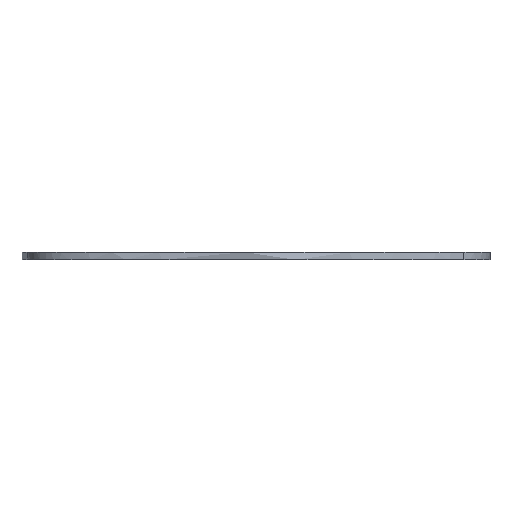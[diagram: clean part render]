
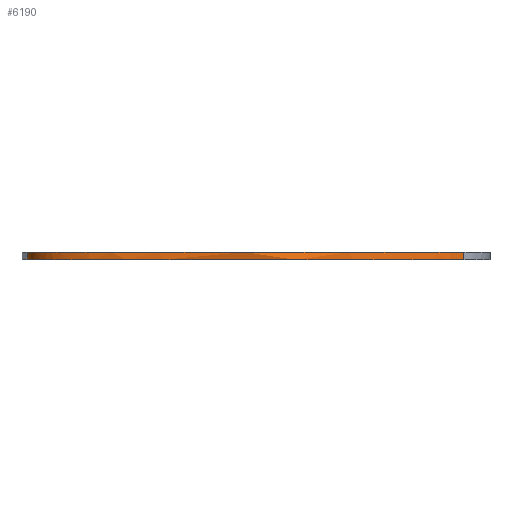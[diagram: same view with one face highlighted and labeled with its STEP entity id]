
A CAD part, left-side view. The second image highlights one B-rep face of the part: STEP entity #6190.
In plain terms, the highlighted free-form (B-spline) face has degree [3, 1] with [20, 2] control points.
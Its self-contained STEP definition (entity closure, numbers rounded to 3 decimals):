
#95=B_SPLINE_CURVE_WITH_KNOTS('',3,(#9148,#9149,#9150,#9151,#9152,#9153,
#9154,#9155,#9156,#9157,#9158,#9159,#9160,#9161,#9162,#9163,#9164,#9165,
#9166,#9167),.UNSPECIFIED.,.F.,.F.,(4,2,2,2,2,2,2,2,2,4),(0.,0.851,
2.178,4.862,6.205,9.353,11.361,
12.13,12.633,13.164),.UNSPECIFIED.);
#96=B_SPLINE_CURVE_WITH_KNOTS('',3,(#9169,#9170,#9171,#9172,#9173,#9174,
#9175,#9176,#9177,#9178,#9179,#9180,#9181,#9182,#9183,#9184,#9185,#9186,
#9187,#9188),.UNSPECIFIED.,.F.,.F.,(4,2,2,2,2,2,2,2,2,4),(-13.164,
-12.633,-12.13,-11.361,-9.353,
-6.205,-4.862,-2.178,-0.851,
0.),.UNSPECIFIED.);
#110=B_SPLINE_SURFACE_WITH_KNOTS('',3,1,((#9107,#9108),(#9109,#9110),(#9111,
#9112),(#9113,#9114),(#9115,#9116),(#9117,#9118),(#9119,#9120),(#9121,#9122),
(#9123,#9124),(#9125,#9126),(#9127,#9128),(#9129,#9130),(#9131,#9132),(#9133,
#9134),(#9135,#9136),(#9137,#9138),(#9139,#9140),(#9141,#9142),(#9143,#9144),
(#9145,#9146)),.UNSPECIFIED.,.F.,.F.,.F.,(4,2,2,2,2,2,2,2,2,4),(2,2),(-13.164,
-12.633,-12.13,-11.361,-9.353,
-6.205,-4.862,-2.178,-0.851,
0.),(0.,0.165),.UNSPECIFIED.);
#302=FACE_OUTER_BOUND('',#619,.T.);
#619=EDGE_LOOP('',(#4222,#4223,#4224,#4225));
#1034=LINE('',#9106,#1669);
#1035=LINE('',#9189,#1670);
#1669=VECTOR('',#7238,10.);
#1670=VECTOR('',#7239,10.);
#2601=VERTEX_POINT('',#9092);
#2602=VERTEX_POINT('',#9099);
#2603=VERTEX_POINT('',#9147);
#2604=VERTEX_POINT('',#9168);
#3254=EDGE_CURVE('',#2602,#2601,#1034,.T.);
#3255=EDGE_CURVE('',#2601,#2603,#95,.T.);
#3256=EDGE_CURVE('',#2604,#2602,#96,.T.);
#3257=EDGE_CURVE('',#2604,#2603,#1035,.T.);
#4222=ORIENTED_EDGE('',*,*,#3255,.F.);
#4223=ORIENTED_EDGE('',*,*,#3254,.F.);
#4224=ORIENTED_EDGE('',*,*,#3256,.F.);
#4225=ORIENTED_EDGE('',*,*,#3257,.T.);
#6190=ADVANCED_FACE('',(#302),#110,.F.);
#7238=DIRECTION('',(0.,0.,-1.));
#7239=DIRECTION('',(0.,0.,-1.));
#9092=CARTESIAN_POINT('',(-110.506,-35.382,0.));
#9099=CARTESIAN_POINT('',(-110.506,-35.382,1.5));
#9106=CARTESIAN_POINT('',(-110.506,-35.382,1.5));
#9107=CARTESIAN_POINT('Ctrl Pts',(-110.145,49.247,1.5));
#9108=CARTESIAN_POINT('Ctrl Pts',(-110.145,49.247,-0.15));
#9109=CARTESIAN_POINT('Ctrl Pts',(-111.346,49.226,1.5));
#9110=CARTESIAN_POINT('Ctrl Pts',(-111.346,49.226,-0.15));
#9111=CARTESIAN_POINT('Ctrl Pts',(-112.519,49.036,1.5));
#9112=CARTESIAN_POINT('Ctrl Pts',(-112.519,49.036,-0.15));
#9113=CARTESIAN_POINT('Ctrl Pts',(-114.713,48.232,1.5));
#9114=CARTESIAN_POINT('Ctrl Pts',(-114.713,48.232,-0.15));
#9115=CARTESIAN_POINT('Ctrl Pts',(-115.677,47.663,1.5));
#9116=CARTESIAN_POINT('Ctrl Pts',(-115.677,47.663,-0.15));
#9117=CARTESIAN_POINT('Ctrl Pts',(-117.882,45.816,1.5));
#9118=CARTESIAN_POINT('Ctrl Pts',(-117.882,45.816,-0.15));
#9119=CARTESIAN_POINT('Ctrl Pts',(-118.923,44.382,1.5));
#9120=CARTESIAN_POINT('Ctrl Pts',(-118.923,44.382,-0.15));
#9121=CARTESIAN_POINT('Ctrl Pts',(-121.894,38.859,1.5));
#9122=CARTESIAN_POINT('Ctrl Pts',(-121.894,38.859,-0.15));
#9123=CARTESIAN_POINT('Ctrl Pts',(-122.8,33.774,1.5));
#9124=CARTESIAN_POINT('Ctrl Pts',(-122.8,33.774,-0.15));
#9125=CARTESIAN_POINT('Ctrl Pts',(-123.916,24.367,1.5));
#9126=CARTESIAN_POINT('Ctrl Pts',(-123.916,24.367,-0.15));
#9127=CARTESIAN_POINT('Ctrl Pts',(-123.714,20.66,1.5));
#9128=CARTESIAN_POINT('Ctrl Pts',(-123.714,20.66,-0.15));
#9129=CARTESIAN_POINT('Ctrl Pts',(-123.652,13.627,1.5));
#9130=CARTESIAN_POINT('Ctrl Pts',(-123.652,13.627,-0.15));
#9131=CARTESIAN_POINT('Ctrl Pts',(-123.652,10.666,1.5));
#9132=CARTESIAN_POINT('Ctrl Pts',(-123.652,10.666,-0.15));
#9133=CARTESIAN_POINT('Ctrl Pts',(-123.378,1.544,1.5));
#9134=CARTESIAN_POINT('Ctrl Pts',(-123.378,1.544,-0.15));
#9135=CARTESIAN_POINT('Ctrl Pts',(-122.793,-7.641,1.5));
#9136=CARTESIAN_POINT('Ctrl Pts',(-122.793,-7.641,-0.15));
#9137=CARTESIAN_POINT('Ctrl Pts',(-119.539,-20.57,1.5));
#9138=CARTESIAN_POINT('Ctrl Pts',(-119.539,-20.57,-0.15));
#9139=CARTESIAN_POINT('Ctrl Pts',(-118.01,-24.97,1.5));
#9140=CARTESIAN_POINT('Ctrl Pts',(-118.01,-24.97,-0.15));
#9141=CARTESIAN_POINT('Ctrl Pts',(-114.373,-31.246,1.5));
#9142=CARTESIAN_POINT('Ctrl Pts',(-114.373,-31.246,-0.15));
#9143=CARTESIAN_POINT('Ctrl Pts',(-112.64,-33.515,1.5));
#9144=CARTESIAN_POINT('Ctrl Pts',(-112.64,-33.515,-0.15));
#9145=CARTESIAN_POINT('Ctrl Pts',(-110.506,-35.382,1.5));
#9146=CARTESIAN_POINT('Ctrl Pts',(-110.506,-35.382,-0.15));
#9147=CARTESIAN_POINT('',(-110.145,49.247,0.));
#9148=CARTESIAN_POINT('Ctrl Pts',(-110.506,-35.382,0.));
#9149=CARTESIAN_POINT('Ctrl Pts',(-112.64,-33.515,0.));
#9150=CARTESIAN_POINT('Ctrl Pts',(-114.373,-31.246,0.));
#9151=CARTESIAN_POINT('Ctrl Pts',(-118.01,-24.97,0.));
#9152=CARTESIAN_POINT('Ctrl Pts',(-119.539,-20.57,0.));
#9153=CARTESIAN_POINT('Ctrl Pts',(-122.793,-7.641,0.));
#9154=CARTESIAN_POINT('Ctrl Pts',(-123.378,1.544,0.));
#9155=CARTESIAN_POINT('Ctrl Pts',(-123.652,10.666,0.));
#9156=CARTESIAN_POINT('Ctrl Pts',(-123.652,13.627,0.));
#9157=CARTESIAN_POINT('Ctrl Pts',(-123.714,20.66,0.));
#9158=CARTESIAN_POINT('Ctrl Pts',(-123.916,24.367,0.));
#9159=CARTESIAN_POINT('Ctrl Pts',(-122.8,33.774,0.));
#9160=CARTESIAN_POINT('Ctrl Pts',(-121.894,38.859,0.));
#9161=CARTESIAN_POINT('Ctrl Pts',(-118.923,44.382,0.));
#9162=CARTESIAN_POINT('Ctrl Pts',(-117.882,45.816,0.));
#9163=CARTESIAN_POINT('Ctrl Pts',(-115.677,47.663,0.));
#9164=CARTESIAN_POINT('Ctrl Pts',(-114.713,48.232,0.));
#9165=CARTESIAN_POINT('Ctrl Pts',(-112.519,49.036,0.));
#9166=CARTESIAN_POINT('Ctrl Pts',(-111.346,49.226,0.));
#9167=CARTESIAN_POINT('Ctrl Pts',(-110.145,49.247,0.));
#9168=CARTESIAN_POINT('',(-110.145,49.247,1.5));
#9169=CARTESIAN_POINT('Ctrl Pts',(-110.145,49.247,1.5));
#9170=CARTESIAN_POINT('Ctrl Pts',(-111.346,49.226,1.5));
#9171=CARTESIAN_POINT('Ctrl Pts',(-112.519,49.036,1.5));
#9172=CARTESIAN_POINT('Ctrl Pts',(-114.713,48.232,1.5));
#9173=CARTESIAN_POINT('Ctrl Pts',(-115.677,47.663,1.5));
#9174=CARTESIAN_POINT('Ctrl Pts',(-117.882,45.816,1.5));
#9175=CARTESIAN_POINT('Ctrl Pts',(-118.923,44.382,1.5));
#9176=CARTESIAN_POINT('Ctrl Pts',(-121.894,38.859,1.5));
#9177=CARTESIAN_POINT('Ctrl Pts',(-122.8,33.774,1.5));
#9178=CARTESIAN_POINT('Ctrl Pts',(-123.916,24.367,1.5));
#9179=CARTESIAN_POINT('Ctrl Pts',(-123.714,20.66,1.5));
#9180=CARTESIAN_POINT('Ctrl Pts',(-123.652,13.627,1.5));
#9181=CARTESIAN_POINT('Ctrl Pts',(-123.652,10.666,1.5));
#9182=CARTESIAN_POINT('Ctrl Pts',(-123.378,1.544,1.5));
#9183=CARTESIAN_POINT('Ctrl Pts',(-122.793,-7.641,1.5));
#9184=CARTESIAN_POINT('Ctrl Pts',(-119.539,-20.57,1.5));
#9185=CARTESIAN_POINT('Ctrl Pts',(-118.01,-24.97,1.5));
#9186=CARTESIAN_POINT('Ctrl Pts',(-114.373,-31.246,1.5));
#9187=CARTESIAN_POINT('Ctrl Pts',(-112.64,-33.515,1.5));
#9188=CARTESIAN_POINT('Ctrl Pts',(-110.506,-35.382,1.5));
#9189=CARTESIAN_POINT('',(-110.145,49.247,1.5));
